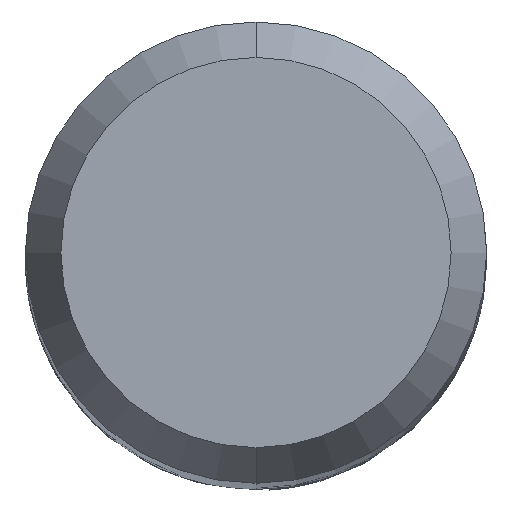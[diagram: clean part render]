
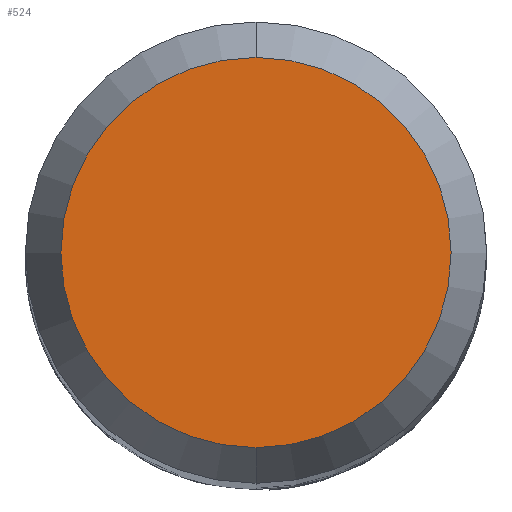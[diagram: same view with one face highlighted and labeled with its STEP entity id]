
A CAD part, top view. The second image highlights one B-rep face of the part: STEP entity #524.
In plain terms, the highlighted planar face has unit normal (0, 0, 1).
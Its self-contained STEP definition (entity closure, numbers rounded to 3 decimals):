
#472=EDGE_CURVE('',#1220,#648,#1350,.T.);
#524=ADVANCED_FACE('',(#1405),#1406,.T.);
#648=VERTEX_POINT('',#1543);
#874=EDGE_CURVE('',#648,#1220,#1787,.T.);
#1220=VERTEX_POINT('',#2167);
#1350=CIRCLE('',#2322,2.538);
#1405=FACE_OUTER_BOUND('',#2533,.T.);
#1406=PLANE('',#2534);
#1543=CARTESIAN_POINT('',(0.,-2.538,0.0));
#1787=CIRCLE('',#5409,2.538);
#2167=CARTESIAN_POINT('',(0.0,2.538,0.0));
#2322=AXIS2_PLACEMENT_3D('',#9061,#9062,#9063);
#2533=EDGE_LOOP('',(#9112,#9113));
#2534=AXIS2_PLACEMENT_3D('',#9114,#9115,#9116);
#5409=AXIS2_PLACEMENT_3D('',#9532,#9533,#9534);
#9061=CARTESIAN_POINT('',(0.0,0.0,0.0));
#9062=DIRECTION('',(0.0,0.0,-1.0));
#9063=DIRECTION('',(0.0,1.0,0.0));
#9112=ORIENTED_EDGE('',*,*,#472,.F.);
#9113=ORIENTED_EDGE('',*,*,#874,.F.);
#9114=CARTESIAN_POINT('',(0.0,1.269,0.0));
#9115=DIRECTION('',(-0.0,0.0,1.0));
#9116=DIRECTION('',(0.0,-1.0,0.0));
#9532=CARTESIAN_POINT('',(0.0,0.0,0.0));
#9533=DIRECTION('',(0.0,0.0,-1.0));
#9534=DIRECTION('',(0.0,1.0,0.0));
